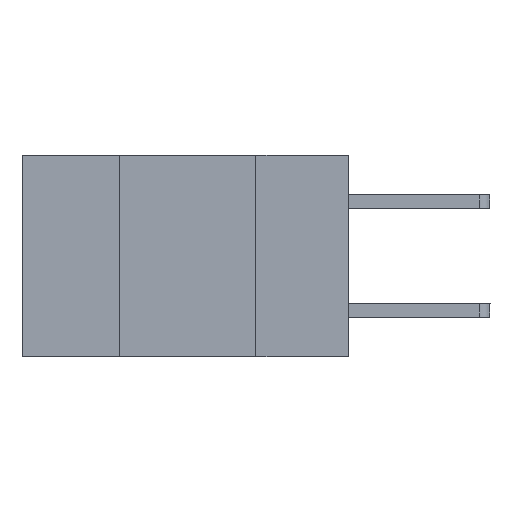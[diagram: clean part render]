
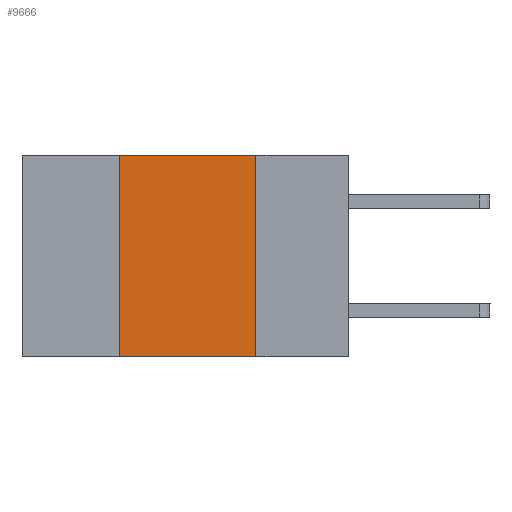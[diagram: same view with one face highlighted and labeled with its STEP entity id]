
A CAD part, left-side view. The second image highlights one B-rep face of the part: STEP entity #9666.
In plain terms, the highlighted planar face has unit normal (-1, 0, 0).
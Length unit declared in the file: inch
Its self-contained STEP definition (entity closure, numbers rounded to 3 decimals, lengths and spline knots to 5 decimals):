
#212 = CARTESIAN_POINT ( 'NONE',  ( 0., 0.6, 0. ) ) ;
#399 = VERTEX_POINT ( 'NONE', #4123 ) ;
#675 = ORIENTED_EDGE ( 'NONE', *, *, #7158, .F. ) ;
#978 = LINE ( 'NONE', #1001, #2870 ) ;
#1001 = CARTESIAN_POINT ( 'NONE',  ( 0., 0.17, -0.37 ) ) ;
#1086 = VERTEX_POINT ( 'NONE', #6961 ) ;
#1435 = CARTESIAN_POINT ( 'NONE',  ( 0., 0.42, -0.37 ) ) ;
#1489 = CARTESIAN_POINT ( 'NONE',  ( 0., 0.6, -0.37 ) ) ;
#1593 = ORIENTED_EDGE ( 'NONE', *, *, #5038, .T. ) ;
#1691 = PLANE ( 'NONE',  #9447 ) ;
#1820 = ORIENTED_EDGE ( 'NONE', *, *, #9182, .F. ) ;
#2509 = DIRECTION ( 'NONE',  ( 0., 0., -1. ) ) ;
#2520 = VERTEX_POINT ( 'NONE', #2763 ) ;
#2711 = LINE ( 'NONE', #1489, #6772 ) ;
#2763 = CARTESIAN_POINT ( 'NONE',  ( 0., 0.42, 0. ) ) ;
#2870 = VECTOR ( 'NONE', #9289, 39.37008 ) ;
#3447 = CARTESIAN_POINT ( 'NONE',  ( 0., 0.42, -0.37 ) ) ;
#4121 = EDGE_LOOP ( 'NONE', ( #1820, #675, #6684, #1593 ) ) ;
#4123 = CARTESIAN_POINT ( 'NONE',  ( 0., 0.17, 0. ) ) ;
#5038 = EDGE_CURVE ( 'NONE', #5970, #1086, #2711, .T. ) ;
#5958 = FACE_OUTER_BOUND ( 'NONE', #4121, .T. ) ;
#5970 = VERTEX_POINT ( 'NONE', #3447 ) ;
#6096 = DIRECTION ( 'NONE',  ( 0., 0., 1. ) ) ;
#6183 = EDGE_CURVE ( 'NONE', #5970, #2520, #6533, .T. ) ;
#6523 = DIRECTION ( 'NONE',  ( 0., -1., 0. ) ) ;
#6533 = LINE ( 'NONE', #1435, #8039 ) ;
#6684 = ORIENTED_EDGE ( 'NONE', *, *, #6183, .F. ) ;
#6736 = VECTOR ( 'NONE', #6523, 39.37008 ) ;
#6772 = VECTOR ( 'NONE', #7675, 39.37008 ) ;
#6961 = CARTESIAN_POINT ( 'NONE',  ( 0., 0.17, -0.37 ) ) ;
#7118 = DIRECTION ( 'NONE',  ( 1., 0., 0. ) ) ;
#7158 = EDGE_CURVE ( 'NONE', #2520, #399, #8872, .T. ) ;
#7675 = DIRECTION ( 'NONE',  ( 0., -1., 0. ) ) ;
#8039 = VECTOR ( 'NONE', #6096, 39.37008 ) ;
#8507 = CARTESIAN_POINT ( 'NONE',  ( 0., 0.6, 0. ) ) ;
#8872 = LINE ( 'NONE', #212, #6736 ) ;
#9182 = EDGE_CURVE ( 'NONE', #399, #1086, #978, .T. ) ;
#9289 = DIRECTION ( 'NONE',  ( 0., 0., -1. ) ) ;
#9447 = AXIS2_PLACEMENT_3D ( 'NONE', #8507, #7118, #2509 ) ;
#9666 = ADVANCED_FACE ( 'NONE', ( #5958 ), #1691, .F. ) ;
